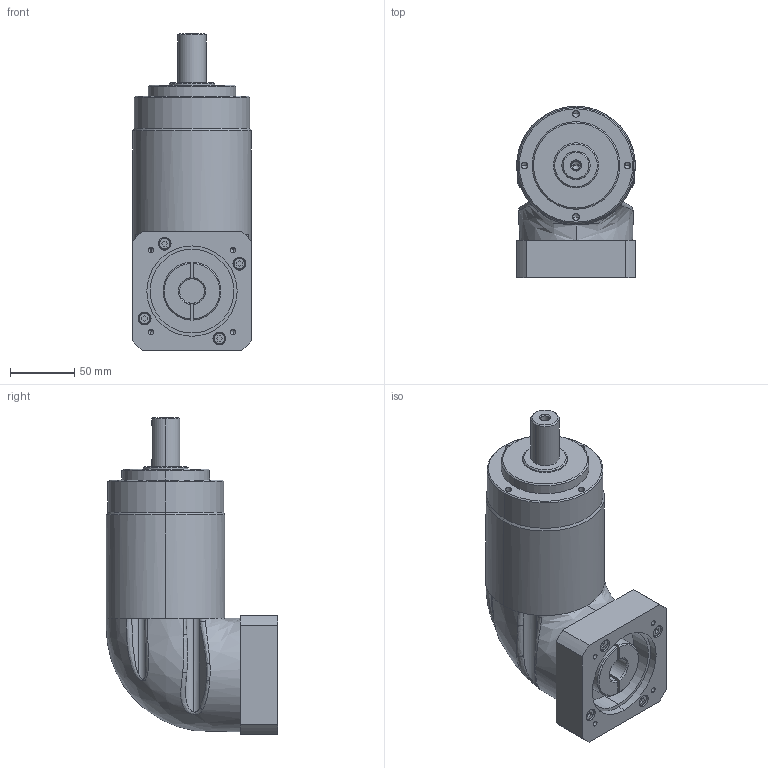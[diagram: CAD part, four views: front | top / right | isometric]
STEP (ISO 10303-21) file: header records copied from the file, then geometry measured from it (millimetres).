
FILE_DESCRIPTION (( 'STEP AP203' ), '1' );
FILE_NAME ('EVL90-L2-19-70-90.STEP', '2022-06-16T05:07:07', ( 'PC' ), ( 'Microsoft' ), 'SwSTEP 2.0', 'SolidWorks 2016', '' );
FILE_SCHEMA (( 'CONFIG_CONTROL_DESIGN' ));
Length unit declared in the file: millimetre
Products named in the file (1): EVL90-L2-19-70-90
Bounding box: 92 x 132.8 x 245.8 mm (x, y, z)
Volume: 1448186.3 mm3; surface area: 102697 mm2
Topology: 1 solids, 1 shells, 191 faces, 461 edges, 283 vertices
Faces by surface type: plane 66, cylinder 65, cone 34, bspline 18, torus 8
Entity records: 8338 total; most frequent: CARTESIAN_POINT 3981, ORIENTED_EDGE 886, DIRECTION 877, EDGE_CURVE 443, AXIS2_PLACEMENT_3D 339, VERTEX_POINT 283, EDGE_LOOP 220, VECTOR 199
